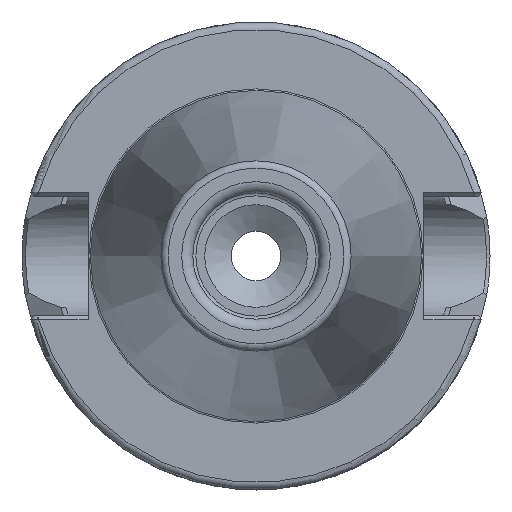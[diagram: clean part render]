
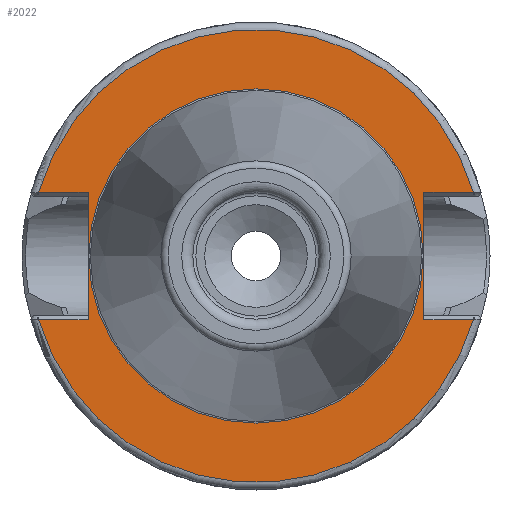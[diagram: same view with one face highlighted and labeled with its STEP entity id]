
A CAD part, left-side view. The second image highlights one B-rep face of the part: STEP entity #2022.
In plain terms, the highlighted planar face has unit normal (-1, 0, 0).
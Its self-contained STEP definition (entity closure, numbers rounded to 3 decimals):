
#112=FACE_BOUND('',#322,.T.);
#127=PLANE('',#2203);
#206=FACE_OUTER_BOUND('',#321,.T.);
#321=EDGE_LOOP('',(#1475,#1476,#1477,#1478,#1479,#1480,#1481,#1482));
#322=EDGE_LOOP('',(#1483,#1484));
#430=LINE('',#3354,#528);
#432=LINE('',#3422,#530);
#433=LINE('',#3424,#531);
#434=LINE('',#3428,#532);
#435=LINE('',#3430,#533);
#436=LINE('',#3431,#534);
#528=VECTOR('',#2548,10.);
#530=VECTOR('',#2566,10.);
#531=VECTOR('',#2567,10.);
#532=VECTOR('',#2570,10.);
#533=VECTOR('',#2571,10.);
#534=VECTOR('',#2572,10.);
#662=CIRCLE('',#2202,30.5);
#663=CIRCLE('',#2204,30.5);
#664=CIRCLE('',#2205,22.498);
#665=CIRCLE('',#2206,22.498);
#833=VERTEX_POINT('',#3347);
#836=VERTEX_POINT('',#3352);
#842=VERTEX_POINT('',#3400);
#844=VERTEX_POINT('',#3421);
#845=VERTEX_POINT('',#3423);
#846=VERTEX_POINT('',#3425);
#847=VERTEX_POINT('',#3427);
#848=VERTEX_POINT('',#3429);
#849=VERTEX_POINT('',#3432);
#850=VERTEX_POINT('',#3433);
#1078=EDGE_CURVE('',#836,#833,#430,.T.);
#1088=EDGE_CURVE('',#833,#842,#662,.T.);
#1091=EDGE_CURVE('',#836,#844,#432,.T.);
#1092=EDGE_CURVE('',#845,#844,#433,.T.);
#1093=EDGE_CURVE('',#846,#845,#663,.T.);
#1094=EDGE_CURVE('',#847,#846,#434,.T.);
#1095=EDGE_CURVE('',#847,#848,#435,.T.);
#1096=EDGE_CURVE('',#842,#848,#436,.T.);
#1097=EDGE_CURVE('',#849,#850,#664,.T.);
#1098=EDGE_CURVE('',#850,#849,#665,.T.);
#1475=ORIENTED_EDGE('',*,*,#1078,.F.);
#1476=ORIENTED_EDGE('',*,*,#1091,.T.);
#1477=ORIENTED_EDGE('',*,*,#1092,.F.);
#1478=ORIENTED_EDGE('',*,*,#1093,.F.);
#1479=ORIENTED_EDGE('',*,*,#1094,.F.);
#1480=ORIENTED_EDGE('',*,*,#1095,.T.);
#1481=ORIENTED_EDGE('',*,*,#1096,.F.);
#1482=ORIENTED_EDGE('',*,*,#1088,.F.);
#1483=ORIENTED_EDGE('',*,*,#1097,.T.);
#1484=ORIENTED_EDGE('',*,*,#1098,.T.);
#2022=ADVANCED_FACE('',(#206,#112),#127,.T.);
#2202=AXIS2_PLACEMENT_3D('',#3401,#2562,#2563);
#2203=AXIS2_PLACEMENT_3D('',#3420,#2564,#2565);
#2204=AXIS2_PLACEMENT_3D('',#3426,#2568,#2569);
#2205=AXIS2_PLACEMENT_3D('',#3434,#2573,#2574);
#2206=AXIS2_PLACEMENT_3D('',#3435,#2575,#2576);
#2548=DIRECTION('',(0.,-1.,0.));
#2562=DIRECTION('center_axis',(1.,0.,0.));
#2563=DIRECTION('ref_axis',(0.,0.,-1.));
#2564=DIRECTION('center_axis',(-1.,0.,0.));
#2565=DIRECTION('ref_axis',(0.,0.,1.));
#2566=DIRECTION('',(0.,0.,1.));
#2567=DIRECTION('',(0.,1.,0.));
#2568=DIRECTION('center_axis',(1.,0.,0.));
#2569=DIRECTION('ref_axis',(0.,0.,-1.));
#2570=DIRECTION('',(0.,1.,0.));
#2571=DIRECTION('',(0.,0.,-1.));
#2572=DIRECTION('',(0.,-1.,0.));
#2573=DIRECTION('center_axis',(1.,0.,0.));
#2574=DIRECTION('ref_axis',(0.,0.,-1.));
#2575=DIRECTION('center_axis',(1.,0.,0.));
#2576=DIRECTION('ref_axis',(0.,0.,-1.));
#3347=CARTESIAN_POINT('',(1.6,-29.277,-8.55));
#3352=CARTESIAN_POINT('',(1.6,-22.6,-8.55));
#3354=CARTESIAN_POINT('',(1.6,-0.5,-8.55));
#3400=CARTESIAN_POINT('',(1.6,29.277,-8.55));
#3401=CARTESIAN_POINT('Origin',(1.6,0.,
0.));
#3420=CARTESIAN_POINT('Origin',(1.6,30.5,0.));
#3421=CARTESIAN_POINT('',(1.6,-22.6,8.55));
#3422=CARTESIAN_POINT('',(1.6,-22.6,0.));
#3423=CARTESIAN_POINT('',(1.6,-29.277,8.55));
#3424=CARTESIAN_POINT('',(1.6,-0.5,8.55));
#3425=CARTESIAN_POINT('',(1.6,29.277,8.55));
#3426=CARTESIAN_POINT('Origin',(1.6,0.,
0.));
#3427=CARTESIAN_POINT('',(1.6,22.6,8.55));
#3428=CARTESIAN_POINT('',(1.6,31.,8.55));
#3429=CARTESIAN_POINT('',(1.6,22.6,-8.55));
#3430=CARTESIAN_POINT('',(1.6,22.6,0.));
#3431=CARTESIAN_POINT('',(1.6,31.,-8.55));
#3432=CARTESIAN_POINT('',(1.6,22.498,0.));
#3433=CARTESIAN_POINT('',(1.6,0.,22.498));
#3434=CARTESIAN_POINT('Origin',(1.6,0.,
0.));
#3435=CARTESIAN_POINT('Origin',(1.6,0.,
0.));
